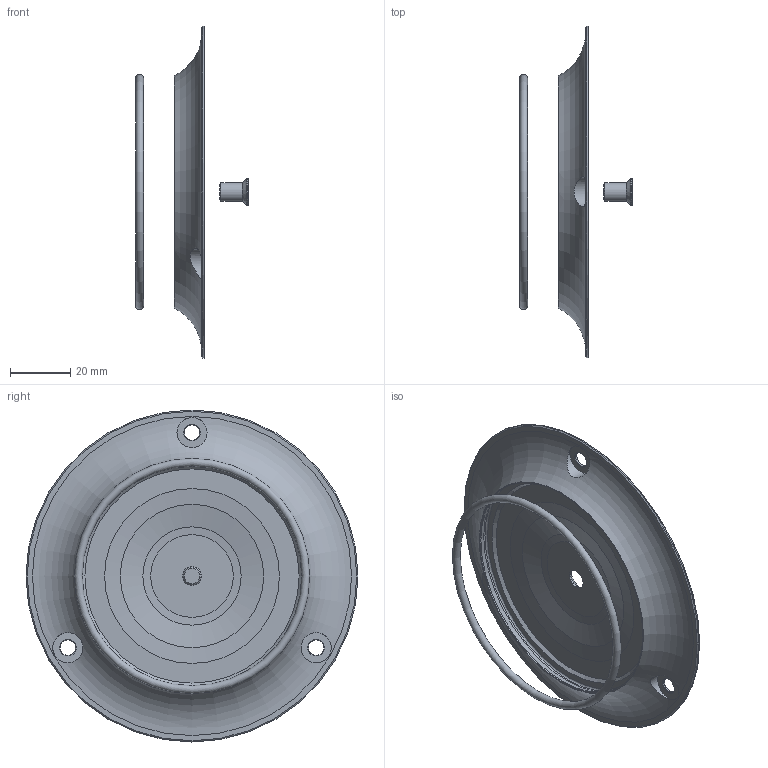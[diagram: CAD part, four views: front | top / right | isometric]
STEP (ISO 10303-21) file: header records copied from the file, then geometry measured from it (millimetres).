
FILE_DESCRIPTION(/* description */ ('Unknown'),/* implementation_level */ '2;1');
FILE_NAME(/* name */ 'ZPI1-F2O',/* time_stamp */ '2024-05-02T15:17:04+02:00',/* author */ ('Unknown'),/* organization */ ('Baumer'),/* preprocessor_version */ 'ST-DEVELOPER v16.7',/* originating_system */ 'Solid Edge',/* authorisation */ 'Unknown');
FILE_SCHEMA (('AUTOMOTIVE_DESIGN {1 0 10303 214 3 1 1}'));
Length unit declared in the file: millimetre
Products named in the file (1): Part3
Bounding box: 37.37 x 110 x 110 mm (x, y, z)
Volume: 34160.4 mm3; surface area: 23773.1 mm2
Topology: 3 solids, 3 shells, 86 faces, 189 edges, 118 vertices
Faces by surface type: cone 40, cylinder 24, plane 15, torus 7
Full cylindrical faces by diameter (mm): 5.1 x3, 6.01 x1, 6.3 x1, 9.2 x1, 10 x2, 76.4 x1, 78.4 x1, 110 x1
Entity records: 2149 total; most frequent: CARTESIAN_POINT 454, DIRECTION 370, ORIENTED_EDGE 270, AXIS2_PLACEMENT_3D 178, FACE_BOUND 136, EDGE_CURVE 135, EDGE_LOOP 135, VERTEX_POINT 97
